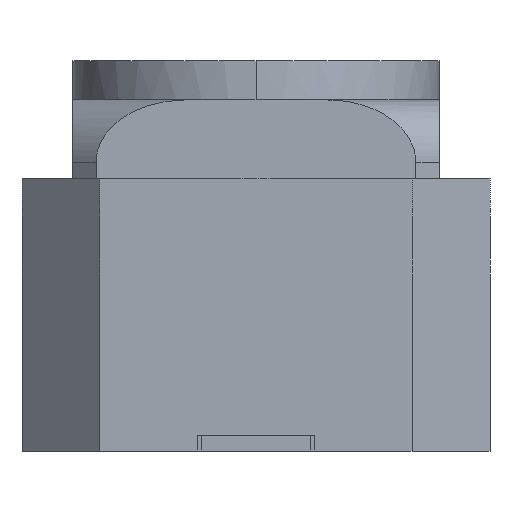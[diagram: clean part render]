
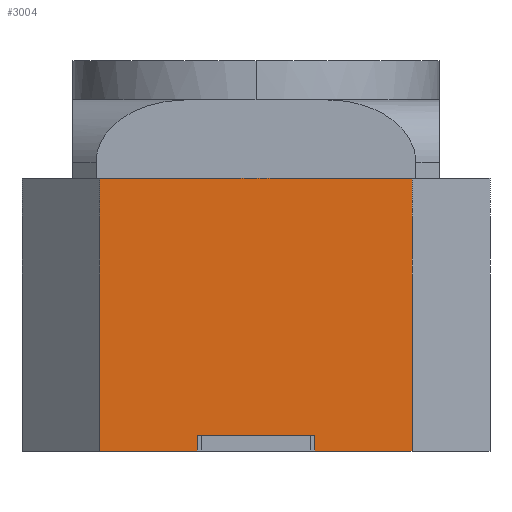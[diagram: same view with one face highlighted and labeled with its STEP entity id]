
A CAD part, left-side view. The second image highlights one B-rep face of the part: STEP entity #3004.
In plain terms, the highlighted planar face has unit normal (-1, 0, 0).
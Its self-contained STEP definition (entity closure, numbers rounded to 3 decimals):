
#8 = VERTEX_POINT ( 'NONE', #1290 ) ;
#55 = DIRECTION ( 'NONE',  ( 0., 0., -1. ) ) ;
#172 = LINE ( 'NONE', #2399, #1295 ) ;
#185 = VERTEX_POINT ( 'NONE', #533 ) ;
#369 = EDGE_CURVE ( 'NONE', #8, #2226, #2131, .T. ) ;
#402 = EDGE_CURVE ( 'NONE', #2226, #3530, #2071, .T. ) ;
#512 = LINE ( 'NONE', #3973, #3664 ) ;
#519 = VERTEX_POINT ( 'NONE', #3260 ) ;
#533 = CARTESIAN_POINT ( 'NONE',  ( -3., 0.75, 0.2 ) ) ;
#610 = CARTESIAN_POINT ( 'NONE',  ( -3., 2., 3.5 ) ) ;
#644 = LINE ( 'NONE', #610, #3086 ) ;
#777 = LINE ( 'NONE', #3439, #2655 ) ;
#826 = ORIENTED_EDGE ( 'NONE', *, *, #4203, .F. ) ;
#862 = DIRECTION ( 'NONE',  ( 0., -1., 0. ) ) ;
#873 = DIRECTION ( 'NONE',  ( 0., -1., 0. ) ) ;
#893 = EDGE_LOOP ( 'NONE', ( #826, #1953, #5244, #3484, #5270, #5538, #1248, #3978 ) ) ;
#931 = DIRECTION ( 'NONE',  ( 0., 0., -1. ) ) ;
#1021 = CARTESIAN_POINT ( 'NONE',  ( -3., 2., 3.5 ) ) ;
#1248 = ORIENTED_EDGE ( 'NONE', *, *, #3930, .T. ) ;
#1290 = CARTESIAN_POINT ( 'NONE',  ( -3., -0.75, 0.2 ) ) ;
#1291 = CARTESIAN_POINT ( 'NONE',  ( -3., 2., 0. ) ) ;
#1295 = VECTOR ( 'NONE', #1543, 1000. ) ;
#1313 = DIRECTION ( 'NONE',  ( 0., 1., 0. ) ) ;
#1435 = VERTEX_POINT ( 'NONE', #1021 ) ;
#1543 = DIRECTION ( 'NONE',  ( 0., 0., -1. ) ) ;
#1800 = DIRECTION ( 'NONE',  ( 0., 1., 0. ) ) ;
#1953 = ORIENTED_EDGE ( 'NONE', *, *, #369, .T. ) ;
#2071 = LINE ( 'NONE', #2957, #2871 ) ;
#2131 = LINE ( 'NONE', #5602, #2961 ) ;
#2226 = VERTEX_POINT ( 'NONE', #4249 ) ;
#2258 = LINE ( 'NONE', #2656, #3023 ) ;
#2399 = CARTESIAN_POINT ( 'NONE',  ( -3., -2., 3.5 ) ) ;
#2655 = VECTOR ( 'NONE', #862, 1000. ) ;
#2656 = CARTESIAN_POINT ( 'NONE',  ( -3., 2., 3.5 ) ) ;
#2671 = DIRECTION ( 'NONE',  ( 1., 0., 0. ) ) ;
#2871 = VECTOR ( 'NONE', #873, 1000. ) ;
#2957 = CARTESIAN_POINT ( 'NONE',  ( -3., 2., 0. ) ) ;
#2961 = VECTOR ( 'NONE', #3421, 1000. ) ;
#3004 = ADVANCED_FACE ( 'NONE', ( #5140 ), #5228, .F. ) ;
#3023 = VECTOR ( 'NONE', #55, 1000. ) ;
#3049 = EDGE_CURVE ( 'NONE', #185, #519, #3080, .T. ) ;
#3080 = LINE ( 'NONE', #5576, #5610 ) ;
#3086 = VECTOR ( 'NONE', #4431, 1000. ) ;
#3103 = CARTESIAN_POINT ( 'NONE',  ( -3., 2., 3.5 ) ) ;
#3260 = CARTESIAN_POINT ( 'NONE',  ( -3., 0.75, 0. ) ) ;
#3296 = EDGE_CURVE ( 'NONE', #1435, #3668, #644, .T. ) ;
#3421 = DIRECTION ( 'NONE',  ( 0., 0., -1. ) ) ;
#3439 = CARTESIAN_POINT ( 'NONE',  ( -3., 2., 0. ) ) ;
#3484 = ORIENTED_EDGE ( 'NONE', *, *, #4246, .F. ) ;
#3530 = VERTEX_POINT ( 'NONE', #5221 ) ;
#3664 = VECTOR ( 'NONE', #1800, 1000. ) ;
#3668 = VERTEX_POINT ( 'NONE', #4482 ) ;
#3930 = EDGE_CURVE ( 'NONE', #5112, #519, #777, .T. ) ;
#3973 = CARTESIAN_POINT ( 'NONE',  ( -3., -0.75, 0.2 ) ) ;
#3978 = ORIENTED_EDGE ( 'NONE', *, *, #3049, .F. ) ;
#4120 = EDGE_CURVE ( 'NONE', #1435, #5112, #2258, .T. ) ;
#4203 = EDGE_CURVE ( 'NONE', #8, #185, #512, .T. ) ;
#4246 = EDGE_CURVE ( 'NONE', #3668, #3530, #172, .T. ) ;
#4249 = CARTESIAN_POINT ( 'NONE',  ( -3., -0.75, 0. ) ) ;
#4431 = DIRECTION ( 'NONE',  ( 0., -1., 0. ) ) ;
#4482 = CARTESIAN_POINT ( 'NONE',  ( -3., -2., 3.5 ) ) ;
#4614 = AXIS2_PLACEMENT_3D ( 'NONE', #3103, #2671, #1313 ) ;
#5112 = VERTEX_POINT ( 'NONE', #1291 ) ;
#5140 = FACE_OUTER_BOUND ( 'NONE', #893, .T. ) ;
#5221 = CARTESIAN_POINT ( 'NONE',  ( -3., -2., 0. ) ) ;
#5228 = PLANE ( 'NONE',  #4614 ) ;
#5244 = ORIENTED_EDGE ( 'NONE', *, *, #402, .T. ) ;
#5270 = ORIENTED_EDGE ( 'NONE', *, *, #3296, .F. ) ;
#5538 = ORIENTED_EDGE ( 'NONE', *, *, #4120, .T. ) ;
#5576 = CARTESIAN_POINT ( 'NONE',  ( -3., 0.75, 0.2 ) ) ;
#5602 = CARTESIAN_POINT ( 'NONE',  ( -3., -0.75, 0.2 ) ) ;
#5610 = VECTOR ( 'NONE', #931, 1000. ) ;
